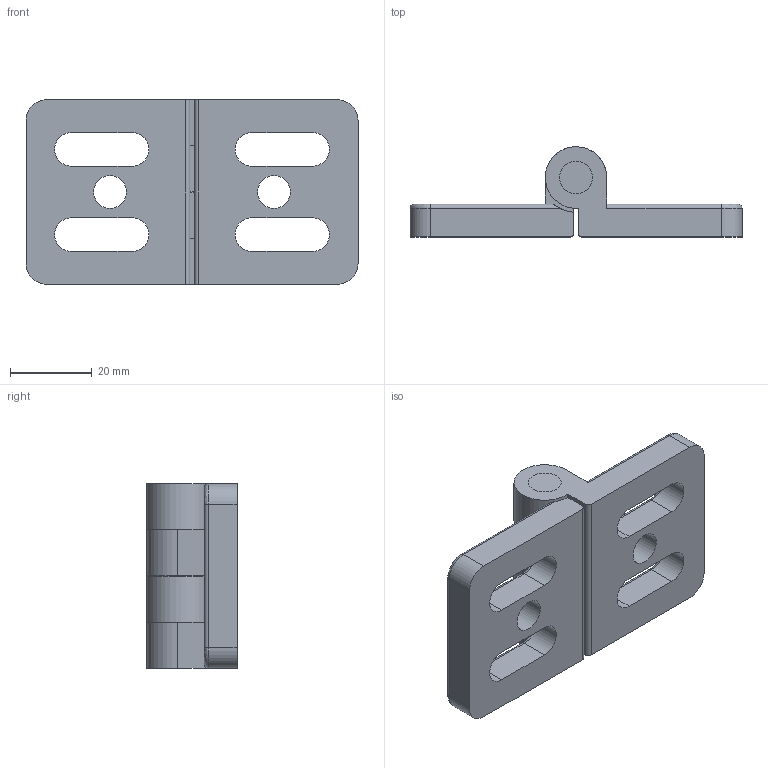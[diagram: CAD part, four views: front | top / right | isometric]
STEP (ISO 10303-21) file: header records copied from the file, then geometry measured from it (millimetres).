
FILE_DESCRIPTION (( 'STEP AP214' ), '1' );
FILE_NAME ('4545金属合页.STEP', '2019-07-26T00:46:06', ( '微软用户' ), ( '微软中国' ), 'SwSTEP 2.0', 'SolidWorks 2015', '' );
FILE_SCHEMA (( 'AUTOMOTIVE_DESIGN' ));
Length unit declared in the file: millimetre
Products named in the file (4): 4545踢扽磁珜; O8; 4545JSHY
Assembly tree (3 placements, depth 2):
  4545踢扽磁珜
    4545JSHY
    4545JSHY
    O8
Bounding box: 81 x 22 x 45 mm (x, y, z)
Volume: 30020.6 mm3; surface area: 15080.8 mm2
Topology: 3 solids, 3 shells, 256 faces, 699 edges, 458 vertices
Faces by surface type: plane 158, cylinder 54, bspline 44
Entity records: 9275 total; most frequent: CARTESIAN_POINT 2867, ORIENTED_EDGE 1398, DIRECTION 1145, EDGE_CURVE 699, LINE 489, VECTOR 489, VERTEX_POINT 458, AXIS2_PLACEMENT_3D 328
